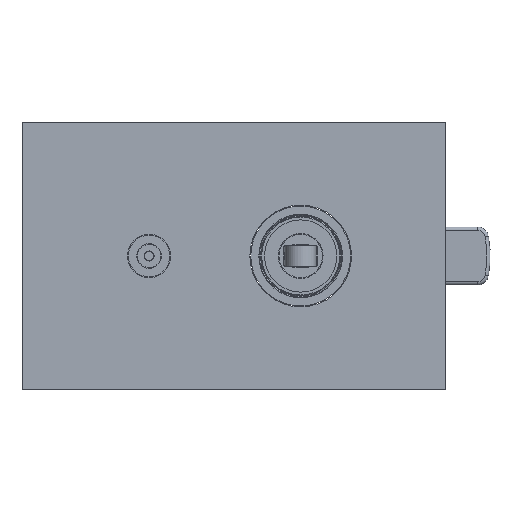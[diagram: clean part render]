
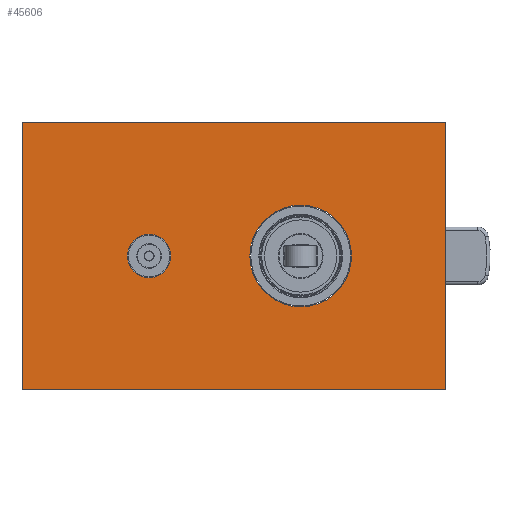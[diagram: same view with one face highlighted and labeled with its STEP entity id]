
A CAD part, left-side view. The second image highlights one B-rep face of the part: STEP entity #45606.
In plain terms, the highlighted planar face has unit normal (-1, 0, 0).
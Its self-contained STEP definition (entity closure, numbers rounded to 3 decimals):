
#45425=DIRECTION('',(0.,1.,0.));
#45426=VECTOR('',#45425,190.);
#45427=CARTESIAN_POINT('',(57.5,-133.,-60.));
#45428=LINE('',#45427,#45426);
#45429=DIRECTION('',(0.,0.,1.));
#45430=VECTOR('',#45429,120.);
#45431=CARTESIAN_POINT('',(57.5,57.,-60.));
#45432=LINE('',#45431,#45430);
#45433=DIRECTION('',(0.,-1.,0.));
#45434=VECTOR('',#45433,190.);
#45435=CARTESIAN_POINT('',(57.5,57.,60.));
#45436=LINE('',#45435,#45434);
#45437=DIRECTION('',(0.,0.,-1.));
#45438=VECTOR('',#45437,120.);
#45439=CARTESIAN_POINT('',(57.5,-133.,60.));
#45440=LINE('',#45439,#45438);
#45441=CARTESIAN_POINT('',(57.5,-68.,0.));
#45442=DIRECTION('',(-1.,0.,0.));
#45443=DIRECTION('',(0.,0.,1.));
#45444=AXIS2_PLACEMENT_3D('',#45441,#45442,#45443);
#45446=CARTESIAN_POINT('',(57.5,-68.,0.));
#45447=DIRECTION('',(-1.,0.,0.));
#45448=DIRECTION('',(0.,0.,-1.));
#45449=AXIS2_PLACEMENT_3D('',#45446,#45447,#45448);
#45451=CARTESIAN_POINT('',(57.5,0.,0.));
#45452=DIRECTION('',(-1.,0.,0.));
#45453=DIRECTION('',(0.,0.,1.));
#45454=AXIS2_PLACEMENT_3D('',#45451,#45452,#45453);
#45456=CARTESIAN_POINT('',(57.5,0.,0.));
#45457=DIRECTION('',(-1.,0.,0.));
#45458=DIRECTION('',(0.,0.,-1.));
#45459=AXIS2_PLACEMENT_3D('',#45456,#45457,#45458);
#45525=CARTESIAN_POINT('',(57.5,-68.,22.8));
#45526=CARTESIAN_POINT('',(57.5,-68.,-22.8));
#45527=VERTEX_POINT('',#45525);
#45528=VERTEX_POINT('',#45526);
#45529=CARTESIAN_POINT('',(57.5,0.,9.75));
#45530=CARTESIAN_POINT('',(57.5,0.,-9.75));
#45531=VERTEX_POINT('',#45529);
#45532=VERTEX_POINT('',#45530);
#45533=CARTESIAN_POINT('',(57.5,-133.,-60.));
#45534=CARTESIAN_POINT('',(57.5,57.,-60.));
#45535=VERTEX_POINT('',#45533);
#45536=VERTEX_POINT('',#45534);
#45537=CARTESIAN_POINT('',(57.5,57.,60.));
#45538=VERTEX_POINT('',#45537);
#45539=CARTESIAN_POINT('',(57.5,-133.,60.));
#45540=VERTEX_POINT('',#45539);
#45580=CARTESIAN_POINT('',(57.5,-38.,0.));
#45581=DIRECTION('',(1.,0.,0.));
#45582=DIRECTION('',(0.,0.,1.));
#45583=AXIS2_PLACEMENT_3D('',#45580,#45581,#45582);
#45584=PLANE('',#45583);
#45586=ORIENTED_EDGE('',*,*,#45585,.T.);
#45588=ORIENTED_EDGE('',*,*,#45587,.T.);
#45590=ORIENTED_EDGE('',*,*,#45589,.T.);
#45591=ORIENTED_EDGE('',*,*,#45562,.T.);
#45592=EDGE_LOOP('',(#45586,#45588,#45590,#45591));
#45593=FACE_OUTER_BOUND('',#45592,.F.);
#45595=ORIENTED_EDGE('',*,*,#45594,.T.);
#45597=ORIENTED_EDGE('',*,*,#45596,.T.);
#45598=EDGE_LOOP('',(#45595,#45597));
#45599=FACE_BOUND('',#45598,.F.);
#45601=ORIENTED_EDGE('',*,*,#45600,.T.);
#45603=ORIENTED_EDGE('',*,*,#45602,.T.);
#45604=EDGE_LOOP('',(#45601,#45603));
#45605=FACE_BOUND('',#45604,.F.);
#45606=ADVANCED_FACE('',(#45593,#45599,#45605),#45584,.F.);
#45445=CIRCLE('',#45444,22.8);
#45450=CIRCLE('',#45449,22.8);
#45455=CIRCLE('',#45454,9.75);
#45460=CIRCLE('',#45459,9.75);
#45562=EDGE_CURVE('',#45540,#45535,#45440,.T.);
#45585=EDGE_CURVE('',#45535,#45536,#45428,.T.);
#45587=EDGE_CURVE('',#45536,#45538,#45432,.T.);
#45589=EDGE_CURVE('',#45538,#45540,#45436,.T.);
#45594=EDGE_CURVE('',#45527,#45528,#45445,.T.);
#45596=EDGE_CURVE('',#45528,#45527,#45450,.T.);
#45600=EDGE_CURVE('',#45531,#45532,#45455,.T.);
#45602=EDGE_CURVE('',#45532,#45531,#45460,.T.);
